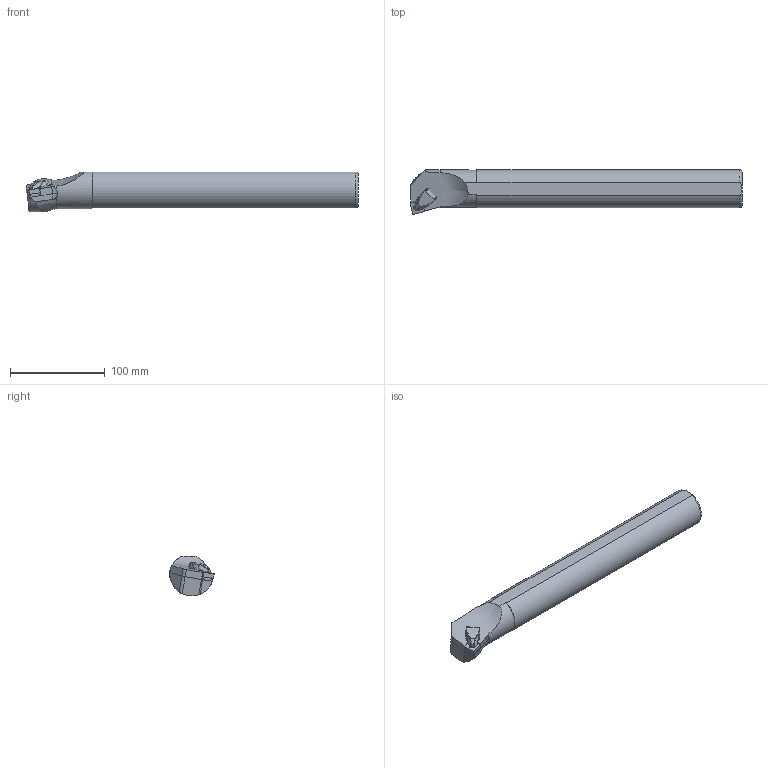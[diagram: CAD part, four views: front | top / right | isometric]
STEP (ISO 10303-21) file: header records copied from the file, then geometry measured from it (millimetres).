
FILE_DESCRIPTION(/* description */ (''),/* implementation_level */ '2;1');
FILE_NAME(/* name */ 'S40U-TSKNR-12.stp',/* time_stamp */ '2023-10-09T20:49:22+03:00',/* author */ (''),/* organization */ (''),/* preprocessor_version */ 'ST-DEVELOPER v19.4',/* originating_system */ 'SIEMENS PLM Software NX2306.3001',/* authorisation */ '');
FILE_SCHEMA (('AUTOMOTIVE_DESIGN { 1 0 10303 214 3 1 1 1 }'));
Length unit declared in the file: millimetre
Products named in the file (1): S40U-TSKNR-12
Bounding box: 349.99 x 47 x 41.89 mm (x, y, z)
Volume: 415215.9 mm3; surface area: 46555.7 mm2
Topology: 2 solids, 2 shells, 118 faces, 292 edges, 177 vertices
Faces by surface type: cylinder 53, plane 42, bspline 14, cone 4, torus 3, sphere 2
Full cylindrical faces by diameter (mm): 4.4 x1, 6.2 x1
Entity records: 4171 total; most frequent: CARTESIAN_POINT 1372, ORIENTED_EDGE 566, DIRECTION 565, EDGE_CURVE 283, AXIS2_PLACEMENT_3D 220, VERTEX_POINT 176, EDGE_LOOP 125, LINE 125
